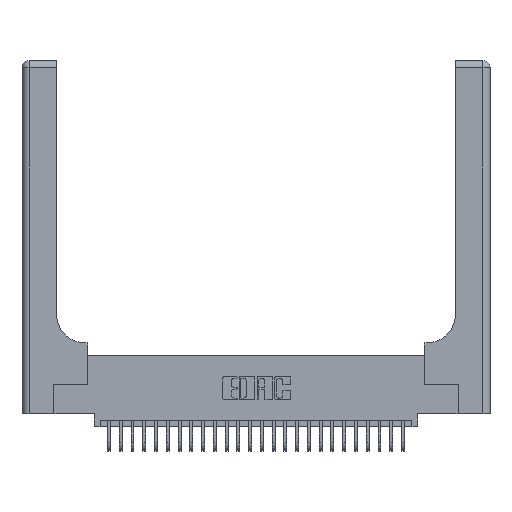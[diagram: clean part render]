
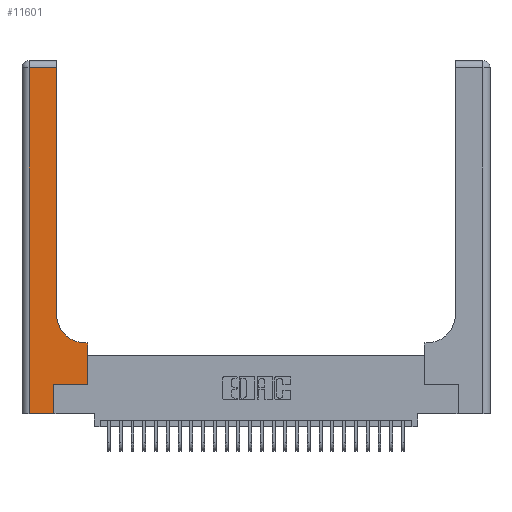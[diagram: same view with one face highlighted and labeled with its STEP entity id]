
A CAD part, top view. The second image highlights one B-rep face of the part: STEP entity #11601.
In plain terms, the highlighted planar face has unit normal (0, 0, 1).
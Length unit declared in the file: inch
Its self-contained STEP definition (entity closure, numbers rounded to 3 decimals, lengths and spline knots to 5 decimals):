
#567 = LINE ( 'NONE', #19881, #12104 ) ;
#880 = ORIENTED_EDGE ( 'NONE', *, *, #19184, .T. ) ;
#2302 = DIRECTION ( 'NONE',  ( 1., 0., 0. ) ) ;
#2707 = ORIENTED_EDGE ( 'NONE', *, *, #12147, .T. ) ;
#3790 = VERTEX_POINT ( 'NONE', #11693 ) ;
#4138 = ORIENTED_EDGE ( 'NONE', *, *, #13544, .T. ) ;
#4521 = CARTESIAN_POINT ( 'NONE',  ( 0.5585, 0.25, 0.37 ) ) ;
#4590 = PLANE ( 'NONE',  #16977 ) ;
#4957 = CIRCLE ( 'NONE', #25280, 0.25 ) ;
#5016 = VERTEX_POINT ( 'NONE', #16522 ) ;
#5337 = DIRECTION ( 'NONE',  ( 0., 1., 0. ) ) ;
#5480 = CARTESIAN_POINT ( 'NONE',  ( 0., 0., 0.37 ) ) ;
#6916 = DIRECTION ( 'NONE',  ( 0., 0., -1. ) ) ;
#7852 = LINE ( 'NONE', #17758, #13156 ) ;
#7872 = VERTEX_POINT ( 'NONE', #13298 ) ;
#8631 = CARTESIAN_POINT ( 'NONE',  ( 0.06, 3., 0.37 ) ) ;
#8955 = CARTESIAN_POINT ( 'NONE',  ( 0.2915, 0.85, 0.37 ) ) ;
#9848 = LINE ( 'NONE', #24754, #21122 ) ;
#10393 = CARTESIAN_POINT ( 'NONE',  ( 0.06, 2.94, 0.37 ) ) ;
#10446 = EDGE_CURVE ( 'NONE', #10945, #3790, #567, .T. ) ;
#10629 = VECTOR ( 'NONE', #13846, 39.37008 ) ;
#10945 = VERTEX_POINT ( 'NONE', #4521 ) ;
#11250 = VECTOR ( 'NONE', #19952, 39.37008 ) ;
#11601 = ADVANCED_FACE ( 'NONE', ( #20172 ), #4590, .F. ) ;
#11693 = CARTESIAN_POINT ( 'NONE',  ( 0.5585, 0.6, 0.37 ) ) ;
#12015 = VERTEX_POINT ( 'NONE', #13346 ) ;
#12104 = VECTOR ( 'NONE', #22134, 39.37008 ) ;
#12106 = ORIENTED_EDGE ( 'NONE', *, *, #29333, .T. ) ;
#12147 = EDGE_CURVE ( 'NONE', #18816, #27169, #15889, .T. ) ;
#13156 = VECTOR ( 'NONE', #22275, 39.37008 ) ;
#13298 = CARTESIAN_POINT ( 'NONE',  ( 0.5415, 0.6, 0.37 ) ) ;
#13346 = CARTESIAN_POINT ( 'NONE',  ( 0.269, 0.25, 0.37 ) ) ;
#13489 = DIRECTION ( 'NONE',  ( -1., 0., 0. ) ) ;
#13544 = EDGE_CURVE ( 'NONE', #27169, #16487, #9848, .T. ) ;
#13844 = ORIENTED_EDGE ( 'NONE', *, *, #10446, .T. ) ;
#13846 = DIRECTION ( 'NONE',  ( 0., 1., 0. ) ) ;
#14104 = EDGE_CURVE ( 'NONE', #12015, #10945, #24641, .T. ) ;
#15411 = CARTESIAN_POINT ( 'NONE',  ( 0.269, 0.25, 0.37 ) ) ;
#15412 = DIRECTION ( 'NONE',  ( 0., -1., 0. ) ) ;
#15889 = LINE ( 'NONE', #27411, #10629 ) ;
#15913 = CARTESIAN_POINT ( 'NONE',  ( 0., 3., 0.37 ) ) ;
#15940 = CARTESIAN_POINT ( 'NONE',  ( 0.269, 0., 0.37 ) ) ;
#15968 = DIRECTION ( 'NONE',  ( 0., 0., -1. ) ) ;
#16487 = VERTEX_POINT ( 'NONE', #10393 ) ;
#16522 = CARTESIAN_POINT ( 'NONE',  ( 0.06, 0., 0.37 ) ) ;
#16617 = CARTESIAN_POINT ( 'NONE',  ( 0.269, 0., 0.37 ) ) ;
#16824 = VECTOR ( 'NONE', #19041, 39.37008 ) ;
#16977 = AXIS2_PLACEMENT_3D ( 'NONE', #15913, #6916, #22713 ) ;
#17353 = VECTOR ( 'NONE', #5337, 39.37008 ) ;
#17758 = CARTESIAN_POINT ( 'NONE',  ( 0.2915, 0.6, 0.37 ) ) ;
#18254 = LINE ( 'NONE', #5480, #16824 ) ;
#18393 = CARTESIAN_POINT ( 'NONE',  ( 0.2915, 2.94, 0.37 ) ) ;
#18430 = CARTESIAN_POINT ( 'NONE',  ( 0.5415, 0.85, 0.37 ) ) ;
#18779 = ORIENTED_EDGE ( 'NONE', *, *, #14104, .T. ) ;
#18816 = VERTEX_POINT ( 'NONE', #8955 ) ;
#19041 = DIRECTION ( 'NONE',  ( 1., 0., 0. ) ) ;
#19184 = EDGE_CURVE ( 'NONE', #16487, #5016, #22167, .T. ) ;
#19789 = ORIENTED_EDGE ( 'NONE', *, *, #24478, .T. ) ;
#19881 = CARTESIAN_POINT ( 'NONE',  ( 0.5585, 0.25, 0.37 ) ) ;
#19952 = DIRECTION ( 'NONE',  ( 1., 0., 0. ) ) ;
#20172 = FACE_OUTER_BOUND ( 'NONE', #24085, .T. ) ;
#21122 = VECTOR ( 'NONE', #13489, 39.37008 ) ;
#21228 = ORIENTED_EDGE ( 'NONE', *, *, #21391, .T. ) ;
#21391 = EDGE_CURVE ( 'NONE', #24954, #12015, #24074, .T. ) ;
#22134 = DIRECTION ( 'NONE',  ( 0., 1., 0. ) ) ;
#22167 = LINE ( 'NONE', #8631, #27556 ) ;
#22275 = DIRECTION ( 'NONE',  ( -1., 0., 0. ) ) ;
#22713 = DIRECTION ( 'NONE',  ( -1., 0., 0. ) ) ;
#24070 = ORIENTED_EDGE ( 'NONE', *, *, #29466, .T. ) ;
#24074 = LINE ( 'NONE', #16617, #17353 ) ;
#24085 = EDGE_LOOP ( 'NONE', ( #2707, #4138, #880, #19789, #21228, #18779, #13844, #12106, #24070 ) ) ;
#24478 = EDGE_CURVE ( 'NONE', #5016, #24954, #18254, .T. ) ;
#24641 = LINE ( 'NONE', #15411, #11250 ) ;
#24754 = CARTESIAN_POINT ( 'NONE',  ( 0., 2.94, 0.37 ) ) ;
#24954 = VERTEX_POINT ( 'NONE', #15940 ) ;
#25280 = AXIS2_PLACEMENT_3D ( 'NONE', #18430, #15968, #2302 ) ;
#27169 = VERTEX_POINT ( 'NONE', #18393 ) ;
#27411 = CARTESIAN_POINT ( 'NONE',  ( 0.2915, 3., 0.37 ) ) ;
#27556 = VECTOR ( 'NONE', #15412, 39.37008 ) ;
#29333 = EDGE_CURVE ( 'NONE', #3790, #7872, #7852, .T. ) ;
#29466 = EDGE_CURVE ( 'NONE', #7872, #18816, #4957, .T. ) ;
